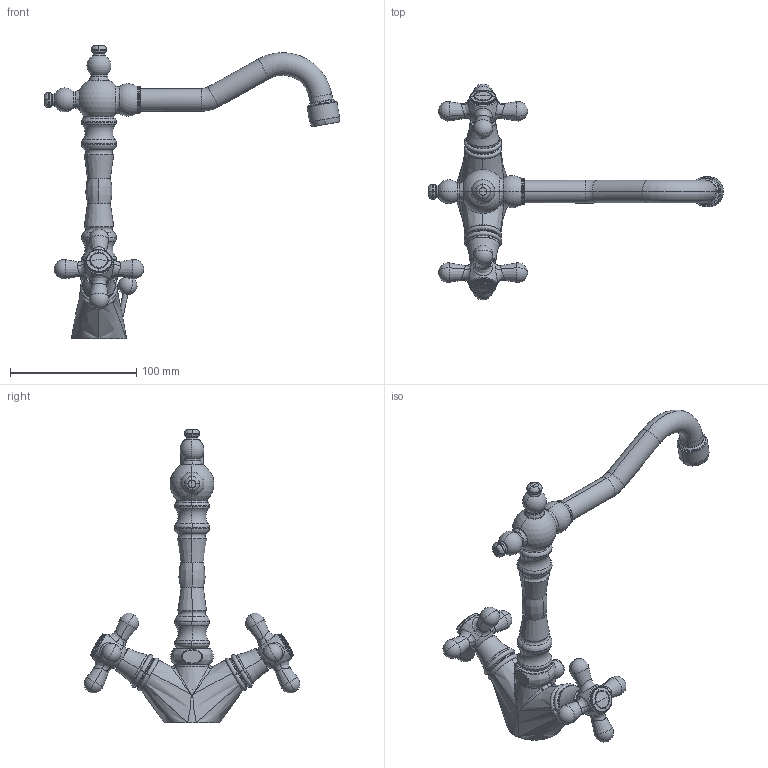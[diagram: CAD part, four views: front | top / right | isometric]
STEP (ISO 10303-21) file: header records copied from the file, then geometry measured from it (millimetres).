
FILE_DESCRIPTION(('CATIA V5 STEP Exchange','CAx-IF Rec.Pracs.--- Model Styling and Organization---1.5--- 2016-08-15','CAx-IF Rec.Pracs.---Supplemental Geometry---1.0---2011-11-01','CAx-IF Rec.Pracs.--- Composite Materials ---3.4---2017-06-13','CAx-IF Rec.Pracs.---Tessellated 3D Geometry---1.0---2015-12-17'),'2;1');
FILE_NAME('CS300520.stp','2022-05-23T08:49:04+00:00',('none'),('none'),'CATIA Version 5-6 Release 2020 SP2','CATIA V5 STEP AP242 v2','none');
FILE_SCHEMA(('AP242_MANAGED_MODEL_BASED_3D_ENGINEERING_MIM_LF {1 0 10303 442 1 1 4}'));
Length unit declared in the file: millimetre
Products named in the file (1): CS300520
Bounding box: 234.15 x 171.15 x 232.59 mm (x, y, z)
Volume: 271389.6 mm3; surface area: 97115.6 mm2
Topology: 20 solids, 33 shells, 1352 faces, 3735 edges, 2434 vertices
Faces by surface type: plane 442, cylinder 393, torus 220, bspline 128, cone 119, sphere 46, revolution 4
Entity records: 54555 total; most frequent: CARTESIAN_POINT 24091, ORIENTED_EDGE 7338, DIRECTION 4515, EDGE_CURVE 3693, VERTEX_POINT 2434, AXIS2_PLACEMENT_3D 2353, EDGE_LOOP 1437, CIRCLE 1381
